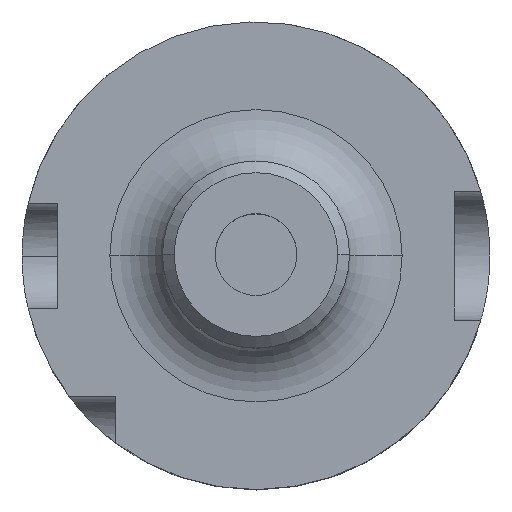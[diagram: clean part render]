
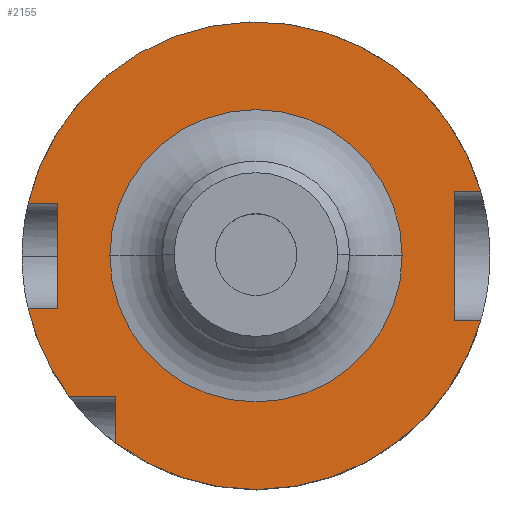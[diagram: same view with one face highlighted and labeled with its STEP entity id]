
A CAD part, top view. The second image highlights one B-rep face of the part: STEP entity #2155.
In plain terms, the highlighted planar face has unit normal (0, 0, 1).
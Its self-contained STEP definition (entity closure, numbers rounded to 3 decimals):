
#5 = DIRECTION ( 'NONE',  ( 1., 0., 0. ) ) ;
#12 = DIRECTION ( 'NONE',  ( 0., -1., 0. ) ) ;
#43 = DIRECTION ( 'NONE',  ( 0., 0., -1. ) ) ;
#230 = FACE_BOUND ( 'NONE', #1714, .T. ) ;
#251 = CIRCLE ( 'NONE', #2332, 20. ) ;
#264 = EDGE_CURVE ( 'NONE', #1175, #1097, #391, .T. ) ;
#318 = FACE_OUTER_BOUND ( 'NONE', #1143, .T. ) ;
#328 = DIRECTION ( 'NONE',  ( 0., 0., -1. ) ) ;
#359 = ORIENTED_EDGE ( 'NONE', *, *, #571, .F. ) ;
#362 = CARTESIAN_POINT ( 'NONE',  ( -19.487, -4.5, 20. ) ) ;
#364 = AXIS2_PLACEMENT_3D ( 'NONE', #1245, #1503, #3316 ) ;
#391 = LINE ( 'NONE', #2987, #2364 ) ;
#415 = CARTESIAN_POINT ( 'NONE',  ( 0., 0., 20. ) ) ;
#440 = EDGE_CURVE ( 'NONE', #2628, #707, #1897, .T. ) ;
#448 = VERTEX_POINT ( 'NONE', #2542 ) ;
#463 = LINE ( 'NONE', #1818, #1162 ) ;
#466 = CARTESIAN_POINT ( 'NONE',  ( -27., -4.5, 20. ) ) ;
#482 = EDGE_CURVE ( 'NONE', #1988, #448, #1109, .T. ) ;
#492 = DIRECTION ( 'NONE',  ( -1., 0., 0. ) ) ;
#535 = VERTEX_POINT ( 'NONE', #2849 ) ;
#545 = LINE ( 'NONE', #2056, #1226 ) ;
#560 = CARTESIAN_POINT ( 'NONE',  ( 17., -5.5, 20. ) ) ;
#571 = EDGE_CURVE ( 'NONE', #2628, #1743, #251, .T. ) ;
#602 = VECTOR ( 'NONE', #3295, 1000. ) ;
#660 = EDGE_CURVE ( 'NONE', #1998, #2934, #545, .T. ) ;
#677 = DIRECTION ( 'NONE',  ( -1., 0., 0. ) ) ;
#693 = ORIENTED_EDGE ( 'NONE', *, *, #440, .T. ) ;
#707 = VERTEX_POINT ( 'NONE', #2865 ) ;
#865 = CARTESIAN_POINT ( 'NONE',  ( 0., 0., 20. ) ) ;
#923 = ORIENTED_EDGE ( 'NONE', *, *, #482, .T. ) ;
#930 = CARTESIAN_POINT ( 'NONE',  ( 0., 0., 20. ) ) ;
#936 = ORIENTED_EDGE ( 'NONE', *, *, #1376, .T. ) ;
#984 = PLANE ( 'NONE',  #364 ) ;
#987 = DIRECTION ( 'NONE',  ( 1., 0., 0. ) ) ;
#1012 = ORIENTED_EDGE ( 'NONE', *, *, #2866, .T. ) ;
#1097 = VERTEX_POINT ( 'NONE', #1950 ) ;
#1109 = LINE ( 'NONE', #3100, #2408 ) ;
#1131 = VERTEX_POINT ( 'NONE', #2745 ) ;
#1137 = DIRECTION ( 'NONE',  ( -1., 0., 0. ) ) ;
#1143 = EDGE_LOOP ( 'NONE', ( #359, #693, #1012, #2241, #2418, #1227, #2664, #2344, #1605, #923, #1179 ) ) ;
#1162 = VECTOR ( 'NONE', #5, 1000. ) ;
#1175 = VERTEX_POINT ( 'NONE', #3040 ) ;
#1179 = ORIENTED_EDGE ( 'NONE', *, *, #1959, .F. ) ;
#1183 = DIRECTION ( 'NONE',  ( -1., 0., 0. ) ) ;
#1196 = DIRECTION ( 'NONE',  ( -1., 0., 0. ) ) ;
#1200 = EDGE_CURVE ( 'NONE', #1097, #2934, #1976, .T. ) ;
#1201 = CIRCLE ( 'NONE', #2545, 12.5 ) ;
#1226 = VECTOR ( 'NONE', #492, 1000. ) ;
#1227 = ORIENTED_EDGE ( 'NONE', *, *, #1200, .F. ) ;
#1242 = VERTEX_POINT ( 'NONE', #1366 ) ;
#1245 = CARTESIAN_POINT ( 'NONE',  ( 0., 20., 20. ) ) ;
#1350 = CIRCLE ( 'NONE', #1698, 20. ) ;
#1366 = CARTESIAN_POINT ( 'NONE',  ( -12., -16., 20. ) ) ;
#1376 = EDGE_CURVE ( 'NONE', #2826, #535, #1723, .T. ) ;
#1503 = DIRECTION ( 'NONE',  ( 0., 0., -1. ) ) ;
#1543 = DIRECTION ( 'NONE',  ( 0., -1., 0. ) ) ;
#1552 = CARTESIAN_POINT ( 'NONE',  ( -12., -12., 20. ) ) ;
#1578 = CARTESIAN_POINT ( 'NONE',  ( 0., 0., 20. ) ) ;
#1579 = EDGE_CURVE ( 'NONE', #1131, #1988, #463, .T. ) ;
#1605 = ORIENTED_EDGE ( 'NONE', *, *, #1579, .T. ) ;
#1640 = LINE ( 'NONE', #466, #2844 ) ;
#1698 = AXIS2_PLACEMENT_3D ( 'NONE', #865, #2683, #1137 ) ;
#1714 = EDGE_LOOP ( 'NONE', ( #936, #3154 ) ) ;
#1723 = CIRCLE ( 'NONE', #3106, 12.5 ) ;
#1738 = CARTESIAN_POINT ( 'NONE',  ( 17., 5.5, 20. ) ) ;
#1743 = VERTEX_POINT ( 'NONE', #362 ) ;
#1767 = EDGE_CURVE ( 'NONE', #1998, #1242, #1350, .T. ) ;
#1774 = CARTESIAN_POINT ( 'NONE',  ( -17., 4.5, 20. ) ) ;
#1818 = CARTESIAN_POINT ( 'NONE',  ( -27., 4.5, 20. ) ) ;
#1858 = DIRECTION ( 'NONE',  ( -1., 0., 0. ) ) ;
#1884 = CARTESIAN_POINT ( 'NONE',  ( 0., 0., 20. ) ) ;
#1897 = LINE ( 'NONE', #2800, #3175 ) ;
#1950 = CARTESIAN_POINT ( 'NONE',  ( 17., 5.5, 20. ) ) ;
#1959 = EDGE_CURVE ( 'NONE', #1743, #448, #1640, .T. ) ;
#1976 = LINE ( 'NONE', #1738, #602 ) ;
#1981 = VECTOR ( 'NONE', #12, 1000. ) ;
#1988 = VERTEX_POINT ( 'NONE', #1774 ) ;
#1998 = VERTEX_POINT ( 'NONE', #2025 ) ;
#2025 = CARTESIAN_POINT ( 'NONE',  ( 19.229, -5.5, 20. ) ) ;
#2056 = CARTESIAN_POINT ( 'NONE',  ( 27., -5.5, 20. ) ) ;
#2064 = CARTESIAN_POINT ( 'NONE',  ( -12.5, 0., 20. ) ) ;
#2128 = DIRECTION ( 'NONE',  ( -1., 0., 0. ) ) ;
#2155 = ADVANCED_FACE ( 'NONE', ( #230, #318 ), #984, .F. ) ;
#2218 = DIRECTION ( 'NONE',  ( 0., 0., -1. ) ) ;
#2241 = ORIENTED_EDGE ( 'NONE', *, *, #1767, .F. ) ;
#2332 = AXIS2_PLACEMENT_3D ( 'NONE', #1578, #43, #1858 ) ;
#2344 = ORIENTED_EDGE ( 'NONE', *, *, #2699, .F. ) ;
#2364 = VECTOR ( 'NONE', #1183, 1000. ) ;
#2408 = VECTOR ( 'NONE', #1543, 1000. ) ;
#2418 = ORIENTED_EDGE ( 'NONE', *, *, #660, .T. ) ;
#2542 = CARTESIAN_POINT ( 'NONE',  ( -17., -4.5, 20. ) ) ;
#2545 = AXIS2_PLACEMENT_3D ( 'NONE', #1884, #328, #2128 ) ;
#2628 = VERTEX_POINT ( 'NONE', #2962 ) ;
#2657 = LINE ( 'NONE', #1552, #1981 ) ;
#2664 = ORIENTED_EDGE ( 'NONE', *, *, #264, .F. ) ;
#2683 = DIRECTION ( 'NONE',  ( 0., 0., -1. ) ) ;
#2699 = EDGE_CURVE ( 'NONE', #1131, #1175, #3057, .T. ) ;
#2740 = DIRECTION ( 'NONE',  ( 0., 0., -1. ) ) ;
#2745 = CARTESIAN_POINT ( 'NONE',  ( -19.487, 4.5, 20. ) ) ;
#2800 = CARTESIAN_POINT ( 'NONE',  ( -22., -12., 20. ) ) ;
#2826 = VERTEX_POINT ( 'NONE', #2064 ) ;
#2844 = VECTOR ( 'NONE', #3053, 1000. ) ;
#2849 = CARTESIAN_POINT ( 'NONE',  ( 12.5, 0., 20. ) ) ;
#2865 = CARTESIAN_POINT ( 'NONE',  ( -12., -12., 20. ) ) ;
#2866 = EDGE_CURVE ( 'NONE', #707, #1242, #2657, .T. ) ;
#2934 = VERTEX_POINT ( 'NONE', #560 ) ;
#2962 = CARTESIAN_POINT ( 'NONE',  ( -16., -12., 20. ) ) ;
#2987 = CARTESIAN_POINT ( 'NONE',  ( 27., 5.5, 20. ) ) ;
#3038 = EDGE_CURVE ( 'NONE', #535, #2826, #1201, .T. ) ;
#3040 = CARTESIAN_POINT ( 'NONE',  ( 19.229, 5.5, 20. ) ) ;
#3053 = DIRECTION ( 'NONE',  ( 1., 0., 0. ) ) ;
#3057 = CIRCLE ( 'NONE', #3138, 20. ) ;
#3100 = CARTESIAN_POINT ( 'NONE',  ( -17., 4.5, 20. ) ) ;
#3106 = AXIS2_PLACEMENT_3D ( 'NONE', #415, #2218, #677 ) ;
#3138 = AXIS2_PLACEMENT_3D ( 'NONE', #930, #2740, #1196 ) ;
#3154 = ORIENTED_EDGE ( 'NONE', *, *, #3038, .T. ) ;
#3175 = VECTOR ( 'NONE', #987, 1000. ) ;
#3295 = DIRECTION ( 'NONE',  ( 0., -1., 0. ) ) ;
#3316 = DIRECTION ( 'NONE',  ( -1., 0., 0. ) ) ;
